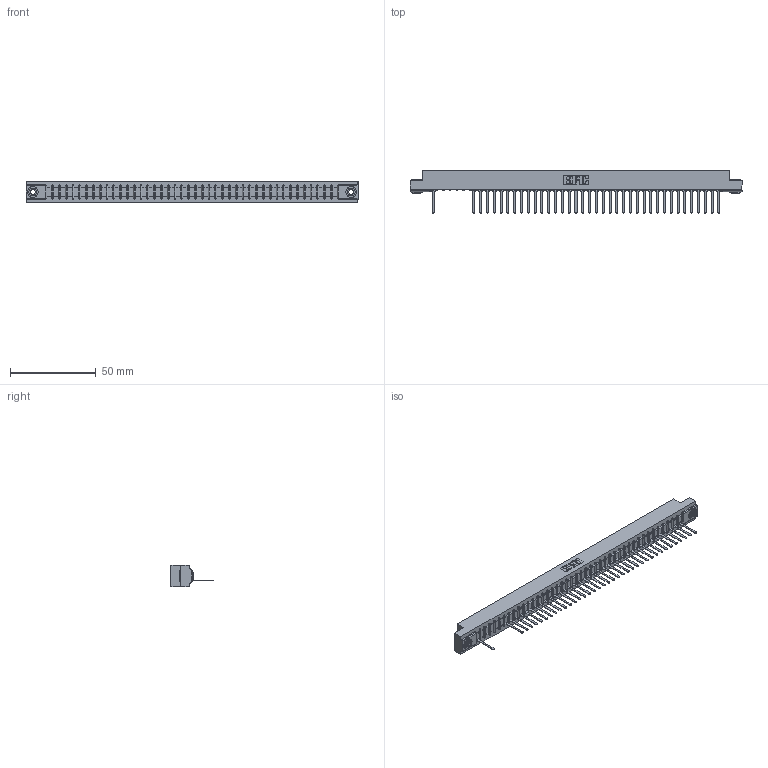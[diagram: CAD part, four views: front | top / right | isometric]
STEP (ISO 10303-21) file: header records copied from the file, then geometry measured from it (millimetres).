
FILE_DESCRIPTION (( 'STEP AP203' ), '1' );
FILE_NAME ('357-043-541-103.STEP', '2018-08-11T10:18:35', ( '' ), ( '' ), 'SwSTEP 2.0', 'SolidWorks 2016', '' );
FILE_SCHEMA (( 'CONFIG_CONTROL_DESIGN' ));
Length unit declared in the file: inch
Products named in the file (4): 345-250-002_345-250-002-102; 357-043-541-103; 307 Part_.156 Dia Mounting Holes; 307-290-002_541
Assembly tree (41 placements, depth 2):
  357-043-541-103
    307 Part_.156 Dia Mounting Holes
    307-290-002_541  x38
    345-250-002_345-250-002-102  x2
Bounding box: 193.4 x 24.59 x 12.7 mm (x, y, z)
Volume: 20667.1 mm3; surface area: 26020.3 mm2
Topology: 41 solids, 41 shells, 3126 faces, 9571 edges, 6258 vertices
Faces by surface type: plane 1864, cylinder 1166, sphere 88, cone 8
Entity records: 38363 total; most frequent: CARTESIAN_POINT 6472, ORIENTED_EDGE 6458, DIRECTION 6297, EDGE_CURVE 3229, LINE 2467, VECTOR 2467, VERTEX_POINT 2090, AXIS2_PLACEMENT_3D 1915
